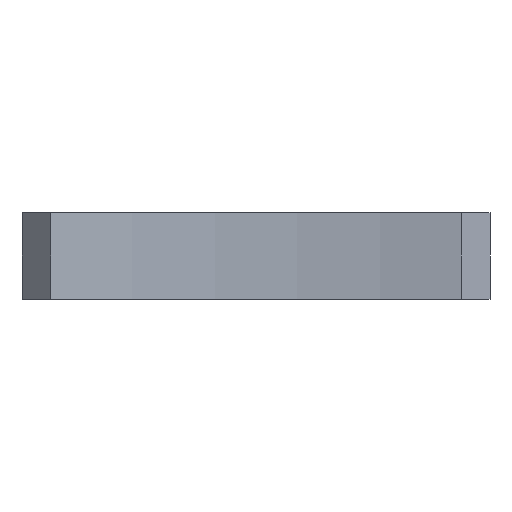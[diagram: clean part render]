
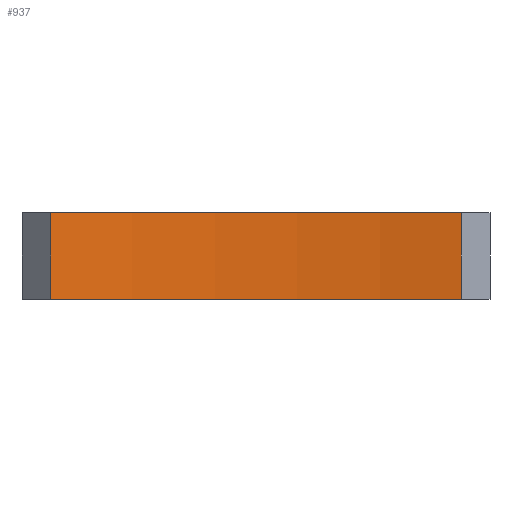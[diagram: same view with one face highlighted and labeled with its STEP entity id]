
A CAD part, front view. The second image highlights one B-rep face of the part: STEP entity #937.
In plain terms, the highlighted cylindrical face has radius 80 mm (diameter 160 mm), a partial arc.
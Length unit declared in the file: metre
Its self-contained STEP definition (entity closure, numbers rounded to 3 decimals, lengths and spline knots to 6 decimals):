
#12=CYLINDRICAL_SURFACE('',#1083,0.08);
#72=LINE('',#1668,#130);
#73=LINE('',#1669,#131);
#130=VECTOR('',#1326,1.);
#131=VECTOR('',#1327,1.);
#272=ORIENTED_EDGE('',*,*,#468,.F.);
#273=ORIENTED_EDGE('',*,*,#552,.T.);
#274=ORIENTED_EDGE('',*,*,#528,.T.);
#275=ORIENTED_EDGE('',*,*,#553,.T.);
#468=EDGE_CURVE('',#610,#611,#706,.T.);
#528=EDGE_CURVE('',#670,#671,#761,.T.);
#552=EDGE_CURVE('',#610,#670,#72,.T.);
#553=EDGE_CURVE('',#671,#611,#73,.F.);
#610=VERTEX_POINT('',#1500);
#611=VERTEX_POINT('',#1502);
#670=VERTEX_POINT('',#1622);
#671=VERTEX_POINT('',#1623);
#706=CIRCLE('',#1012,0.08);
#761=CIRCLE('',#1068,0.08);
#794=EDGE_LOOP('',(#272,#273,#274,#275));
#866=FACE_BOUND('',#794,.T.);
#937=ADVANCED_FACE('',(#866),#12,.F.);
#1012=AXIS2_PLACEMENT_3D('',#1501,#1166,#1167);
#1068=AXIS2_PLACEMENT_3D('',#1621,#1283,#1284);
#1083=AXIS2_PLACEMENT_3D('',#1667,#1324,#1325);
#1166=DIRECTION('',(0.,0.,1.));
#1167=DIRECTION('',(1.,0.,0.));
#1283=DIRECTION('',(0.,0.,1.));
#1284=DIRECTION('',(1.,0.,0.));
#1324=DIRECTION('',(0.,0.,1.));
#1325=DIRECTION('',(1.,0.,0.));
#1326=DIRECTION('',(0.,0.,1.));
#1327=DIRECTION('',(0.,0.,1.));
#1500=CARTESIAN_POINT('',(0.215662,-0.036647,-0.007));
#1501=CARTESIAN_POINT('',(0.199,-0.114893,-0.007));
#1502=CARTESIAN_POINT('',(0.182338,-0.036647,-0.007));
#1621=CARTESIAN_POINT('',(0.199,-0.114893,0.));
#1622=CARTESIAN_POINT('',(0.215662,-0.036647,0.));
#1623=CARTESIAN_POINT('',(0.182338,-0.036647,0.));
#1667=CARTESIAN_POINT('',(0.199,-0.114893,-0.007));
#1668=CARTESIAN_POINT('',(0.215662,-0.036647,-0.007));
#1669=CARTESIAN_POINT('',(0.182338,-0.036647,-0.007));
